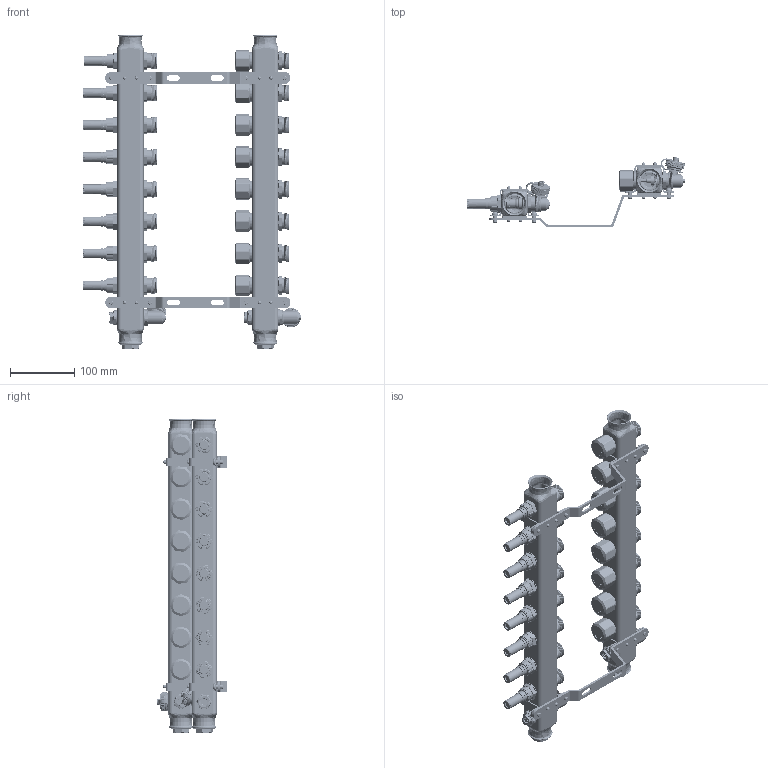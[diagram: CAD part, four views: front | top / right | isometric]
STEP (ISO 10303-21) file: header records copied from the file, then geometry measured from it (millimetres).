
FILE_DESCRIPTION (( 'STEP AP214' ), '1' );
FILE_NAME ('SSM-8RF.STEP', '2023-11-11T15:22:35', ( '' ), ( '' ), 'SwSTEP 2.0', 'SolidWorks 2018', '' );
FILE_SCHEMA (( 'AUTOMOTIVE_DESIGN' ));
Length unit declared in the file: millimetre
Products named in the file (51): 霜講數躇猾菜; O____22x2.STEP; O____7x1.5.STEP; 3100-15-05____.STEP; 黑簽; 18X2.5; 覦僅杶; 霜講數郪蚾9; 呿蹋羲壽; 祥凄詩裝赽; 354.002.00__________.STEP; O____16x1.9.STEP; 蚾饜极す砎々; 懦伎鬥忒謫; 盓殤砎々18潔擒; 粟銅; 肣菁啣; 粟銅釱; 齬ァ概羲壽; 砎蝶菁啣; 3100-15-03____.STEP; W3100-15邿阨概; 滑菸盓殤縐遠; 3100-15-01____.STEP; 粟銅杶; M6X12蹟佪; ѹñ; 縐遠; 齬ァ概肣璃; 媼芛簽; 18X2; 覦僅裔; 3100-15-04______.STEP; 326.200.00__________24.2x2.STEP; 齬ァ概呿蹋芛; 霜講數蚾饜极; 霜講數諉芛; W3100-15邿阨概.STEP; 7.6x1.9; 滑菸煦阨ん盓殤 ...
Assembly tree (99 placements, depth 5):
  SSM-8RF
    概郋郪蚾9
      懦伎鬥忒謫  x8
      囀鞠褒諉芛  x8
      粟銅概郋蚾饜极  x8
        媼芛簽
        ѹñ
        祥凄詩裝赽
        粟銅杶
        肣菁啣
        砎蝶菁啣
        7.6x1.9
        18X2.5
      9h
      黑簽
      W3100-15邿阨概
        W3100-15邿阨概.STEP
          3100-15-01____.STEP
          3100-15-02____.STEP
          3100-15-03____.STEP
          3100-15-04______.STEP
          O____10x2.5.STEP
          O____13x1.5.STEP
          O____7x1.5.STEP
          O____22x2.STEP
          3100-15-05____.STEP
          326.200.00__________24.2x2.STEP
          O____16x1.9.STEP  x2
          354.002.00__________.STEP
      齬ァ概
        齬ァ概肣璃
        齬ァ概呿蹋芛
        齬ァ概羲壽
        18X2
    霜講數郪蚾9
      霜講數諉芛  x8
      霜講數蚾饜极  x8
        呿蹋羲壽
        裝赽
        粟銅釱
        粟銅
        覦僅杶
        霜講數躇猾菜
        覦僅裔
        18X2
        霜講數肣媼芛
      9h
      黑簽
      W3100-15邿阨概
        W3100-15邿阨概.STEP
          3100-15-01____.STEP
          3100-15-02____.STEP
          3100-15-03____.STEP
          3100-15-04______.STEP
          O____10x2.5.STEP
          O____13x1.5.STEP
          O____7x1.5.STEP
          O____22x2.STEP
          3100-15-05____.STEP
          326.200.00__________24.2x2.STEP
Bounding box: 340.1 x 109.62 x 488.77 mm (x, y, z)
Volume: 714649.1 mm3; surface area: 748847 mm2
Topology: 228 solids, 228 shells, 10542 faces, 26540 edges, 16952 vertices
Faces by surface type: cylinder 4588, plane 2994, cone 1678, torus 780, bspline 502
Entity records: 129133 total; most frequent: CARTESIAN_POINT 75202, ORIENTED_EDGE 11016, DIRECTION 10625, EDGE_CURVE 5508, AXIS2_PLACEMENT_3D 4331, VERTEX_POINT 3528, EDGE_LOOP 2398, CIRCLE 2166
